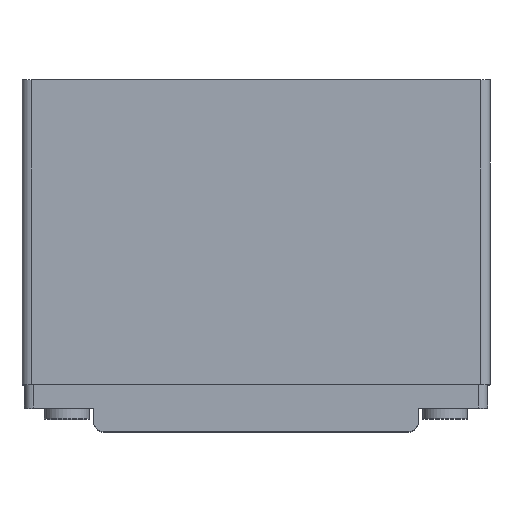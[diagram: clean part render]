
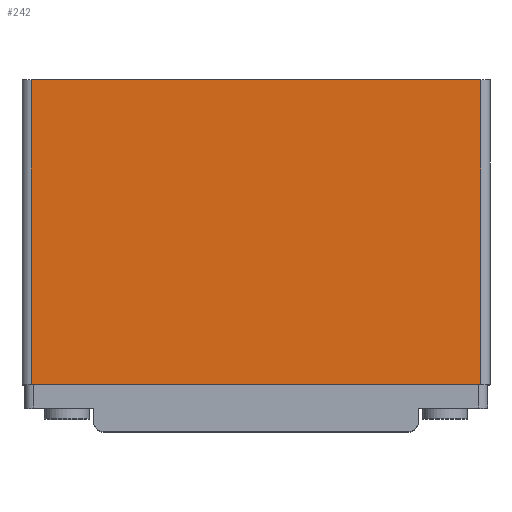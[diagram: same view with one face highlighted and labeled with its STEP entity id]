
A CAD part, top view. The second image highlights one B-rep face of the part: STEP entity #242.
In plain terms, the highlighted planar face has unit normal (0, 0, 1).
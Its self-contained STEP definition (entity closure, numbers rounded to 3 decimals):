
#242=ADVANCED_FACE('FACE52',(#550),#551,.T.);
#550=FACE_OUTER_BOUND('',#924,.T.);
#551=PLANE('',#925);
#924=EDGE_LOOP('',(#1536,#1537,#1538,#1539));
#925=AXIS2_PLACEMENT_3D('',#1540,#1541,#1542);
#1536=ORIENTED_EDGE('',*,*,#2300,.T.);
#1537=ORIENTED_EDGE('',*,*,#2285,.F.);
#1538=ORIENTED_EDGE('',*,*,#2301,.T.);
#1539=ORIENTED_EDGE('',*,*,#2297,.T.);
#1540=CARTESIAN_POINT('',(-0.064,0.0,91.44));
#1541=DIRECTION('',(0.0,0.0,1.0));
#1542=DIRECTION('',(1.0,0.0,0.0));
#2285=EDGE_CURVE('EDGE114',#2748,#2743,#2750,.T.);
#2297=EDGE_CURVE('EDGE123',#2769,#2767,#2770,.T.);
#2300=EDGE_CURVE('EDGE125',#2767,#2743,#2773,.T.);
#2301=EDGE_CURVE('EDGE126',#2748,#2769,#2774,.T.);
#2743=VERTEX_POINT('VERTEX79',#3351);
#2748=VERTEX_POINT('VERTEX82',#3357);
#2750=LINE('',#3359,#3360);
#2767=VERTEX_POINT('VERTEX89',#3384);
#2769=VERTEX_POINT('VERTEX90',#3386);
#2770=LINE('',#3387,#3388);
#2773=LINE('',#3391,#3392);
#2774=LINE('',#3393,#3394);
#3351=CARTESIAN_POINT('',(31.496,-26.924,91.44));
#3357=CARTESIAN_POINT('',(31.496,30.988,91.44));
#3359=CARTESIAN_POINT('',(31.496,30.988,91.44));
#3360=VECTOR('',#4042,25.4);
#3384=CARTESIAN_POINT('',(-53.848,-26.924,91.44));
#3386=CARTESIAN_POINT('',(-53.848,30.988,91.44));
#3387=CARTESIAN_POINT('',(-53.848,30.988,91.44));
#3388=VECTOR('',#4053,25.4);
#3391=CARTESIAN_POINT('',(31.496,-26.924,91.44));
#3392=VECTOR('',#4057,25.4);
#3393=CARTESIAN_POINT('',(-11.176,30.988,91.44));
#3394=VECTOR('',#4058,25.4);
#4042=DIRECTION('',(0.0,-1.0,0.0));
#4053=DIRECTION('',(0.0,-1.0,0.0));
#4057=DIRECTION('',(1.0,0.0,0.));
#4058=DIRECTION('',(-1.0,0.0,0.));
